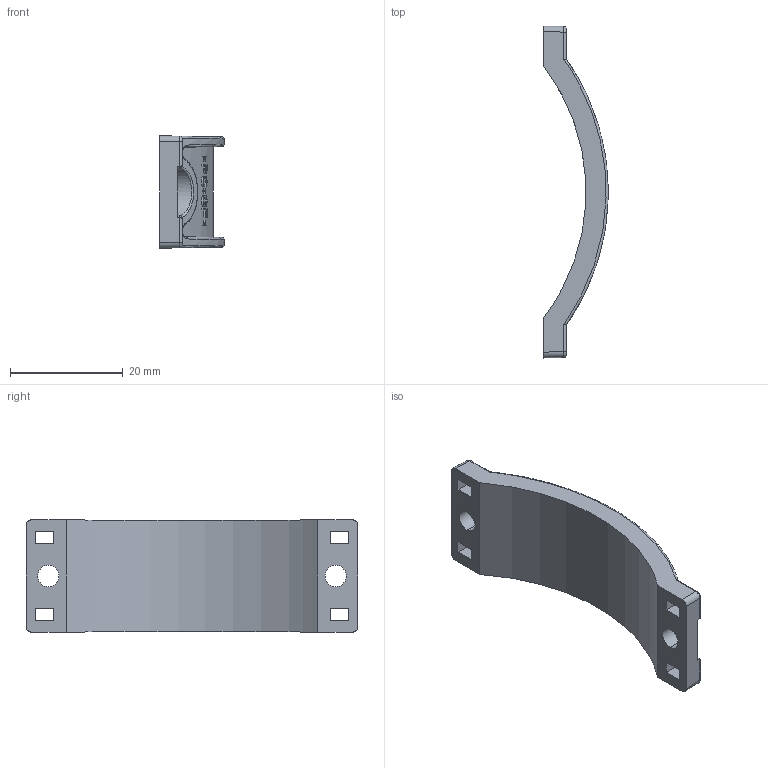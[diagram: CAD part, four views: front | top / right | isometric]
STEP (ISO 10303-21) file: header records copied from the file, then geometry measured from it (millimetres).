
FILE_DESCRIPTION((''),'2;1');
FILE_NAME('HOLDER','2008-08-21T',('ALEJANDROC'),(''),'PRO/ENGINEER BY PARAMETRIC TECHNOLOGY CORPORATION, 2001200','PRO/ENGINEER BY PARAMETRIC TECHNOLOGY CORPORATION, 2001200','');
FILE_SCHEMA(('CONFIG_CONTROL_DESIGN'));
Length unit declared in the file: inch
Products named in the file (1): HOLDER
Bounding box: 11.42 x 58.93 x 19.96 mm (x, y, z)
Volume: 3160.5 mm3; surface area: 3499.6 mm2
Topology: 1 solids, 1 shells, 251 faces, 688 edges, 448 vertices
Faces by surface type: plane 180, cylinder 41, bspline 24, torus 4, cone 2
Entity records: 9373 total; most frequent: CARTESIAN_POINT 3486, ORIENTED_EDGE 1376, DIRECTION 968, EDGE_CURVE 688, VERTEX_POINT 448, VECTOR 330, LINE 330, AXIS2_PLACEMENT_3D 319
